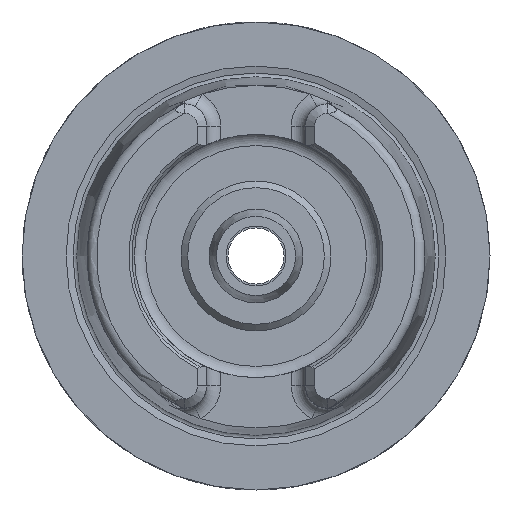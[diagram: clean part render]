
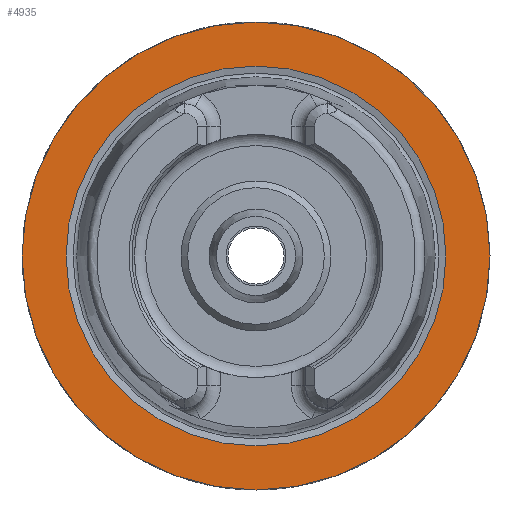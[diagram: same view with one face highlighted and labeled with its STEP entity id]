
A CAD part, left-side view. The second image highlights one B-rep face of the part: STEP entity #4935.
In plain terms, the highlighted planar face has unit normal (-1, 0, 0).
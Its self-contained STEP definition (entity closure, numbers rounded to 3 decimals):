
#4447=CARTESIAN_POINT('',(0.0,25.,0.0));
#4448=VERTEX_POINT('',#4447);
#4449=CARTESIAN_POINT('',(0.0,0.0,0.0));
#4450=DIRECTION('',(1.0,0.0,0.0));
#4451=DIRECTION('',(0.0,1.0,0.0));
#4452=AXIS2_PLACEMENT_3D('',#4449,#4450,#4451);
#4453=CIRCLE('',#4452,25.);
#4454=EDGE_CURVE('',#4448,#4448,#4453,.T.);
#4909=CARTESIAN_POINT('',(0.0,20.296,0.0));
#4910=VERTEX_POINT('',#4909);
#4911=CARTESIAN_POINT('',(0.0,0.0,0.0));
#4912=DIRECTION('',(1.0,0.0,0.0));
#4913=DIRECTION('',(0.0,1.0,0.0));
#4914=AXIS2_PLACEMENT_3D('',#4911,#4912,#4913);
#4915=CIRCLE('',#4914,20.296);
#4916=EDGE_CURVE('',#4910,#4910,#4915,.T.);
#4924=CARTESIAN_POINT('',(0.0,22.648,0.0));
#4925=DIRECTION('',(-1.0,0.0,0.0));
#4926=DIRECTION('',(0.0,0.0,1.0));
#4927=AXIS2_PLACEMENT_3D('',#4924,#4925,#4926);
#4928=PLANE('',#4927);
#4929=ORIENTED_EDGE('',*,*,#4454,.F.);
#4930=EDGE_LOOP('',(#4929));
#4931=FACE_OUTER_BOUND('',#4930,.T.);
#4932=ORIENTED_EDGE('',*,*,#4916,.T.);
#4933=EDGE_LOOP('',(#4932));
#4934=FACE_BOUND('',#4933,.T.);
#4935=ADVANCED_FACE('',(#4931,#4934),#4928,.T.);
